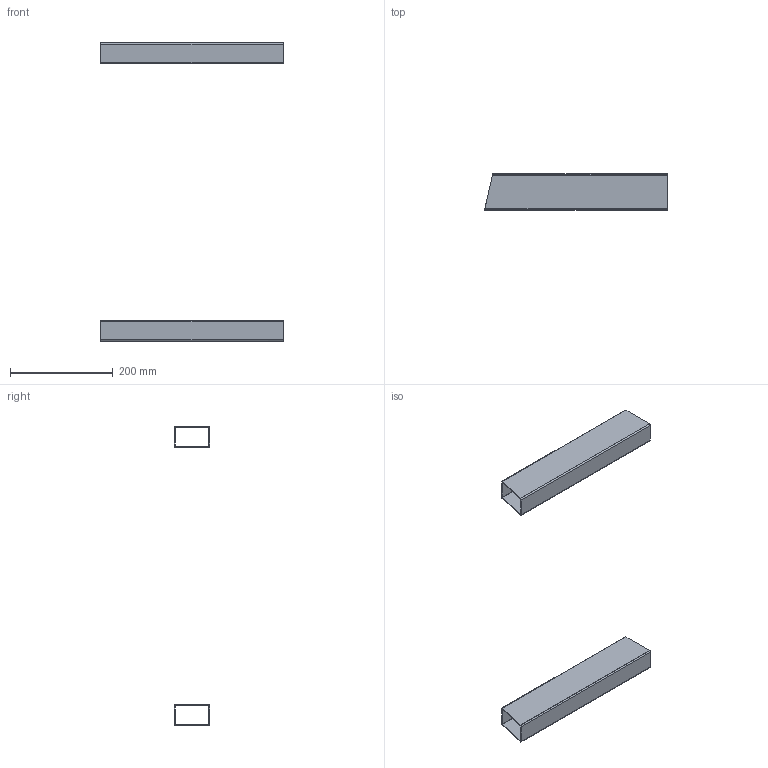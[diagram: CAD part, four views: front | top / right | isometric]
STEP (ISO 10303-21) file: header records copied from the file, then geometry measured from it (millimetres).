
FILE_DESCRIPTION(/* description */ (''),/* implementation_level */ '2;1');
FILE_NAME(/* name */ 'TELAIO_ANT_LONG_13_ASM.stp',/* time_stamp */ '2016-06-02T11:06:23+02:00',/* author */ (''),/* organization */ (''),/* preprocessor_version */ 'ST-DEVELOPER v16.5',/* originating_system */ 'Autodesk Translation Framework v5.0.0.3310',/* authorisation */ '');
FILE_SCHEMA (('AUTOMOTIVE_DESIGN { 1 0 10303 214 3 1 1 }'));
Length unit declared in the file: centimetre
Products named in the file (3): TELAIO_ANT_LONG_13_ASM; MANIFOLD_SOLID_BREP_527; MANIFOLD_SOLID_BREP_1054
Assembly tree (2 placements, depth 2):
  TELAIO_ANT_LONG_13_ASM
    MANIFOLD_SOLID_BREP_527
    MANIFOLD_SOLID_BREP_1054
Bounding box: 355.54 x 70 x 580 mm (x, y, z)
Volume: 291186.1 mm3; surface area: 293072.8 mm2
Topology: 2 solids, 2 shells, 34 faces, 90 edges, 60 vertices
Faces by surface type: plane 20, cylinder 14
Entity records: 1133 total; most frequent: DIRECTION 196, CARTESIAN_POINT 189, ORIENTED_EDGE 180, EDGE_CURVE 90, AXIS2_PLACEMENT_3D 67, LINE 62, VECTOR 62, VERTEX_POINT 60
